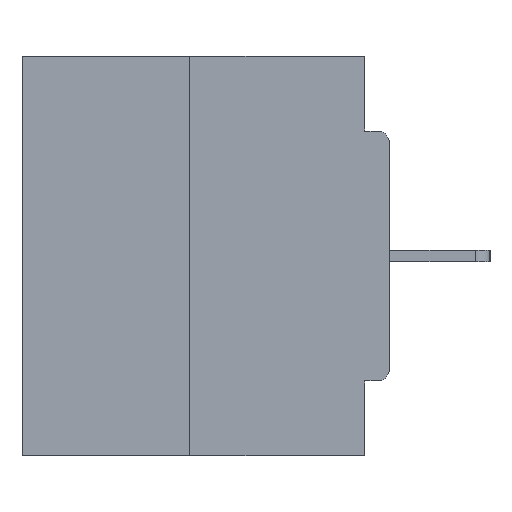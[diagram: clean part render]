
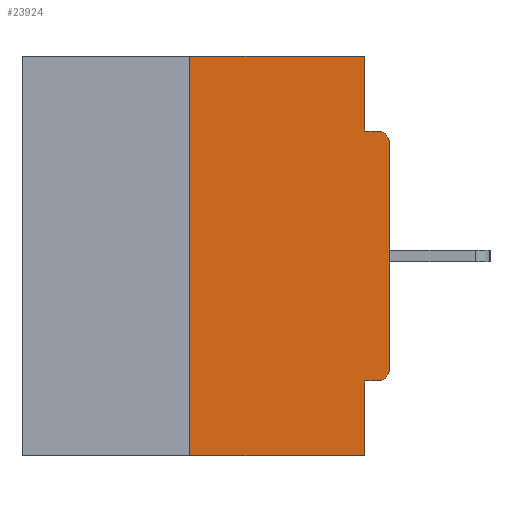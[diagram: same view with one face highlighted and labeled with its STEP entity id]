
A CAD part, left-side view. The second image highlights one B-rep face of the part: STEP entity #23924.
In plain terms, the highlighted planar face has unit normal (-1, 0, 0).
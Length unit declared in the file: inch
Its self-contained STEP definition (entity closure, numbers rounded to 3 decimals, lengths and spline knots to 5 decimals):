
#159 = VERTEX_POINT ( 'NONE', #3686 ) ;
#169 = ORIENTED_EDGE ( 'NONE', *, *, #15544, .F. ) ;
#303 = ORIENTED_EDGE ( 'NONE', *, *, #20383, .F. ) ;
#336 = EDGE_CURVE ( 'NONE', #11732, #21220, #1125, .T. ) ;
#1125 = LINE ( 'NONE', #5453, #26575 ) ;
#1351 = LINE ( 'NONE', #21308, #10803 ) ;
#1467 = EDGE_CURVE ( 'NONE', #15892, #7983, #1573, .T. ) ;
#1573 = CIRCLE ( 'NONE', #17244, 0.015 ) ;
#1705 = ORIENTED_EDGE ( 'NONE', *, *, #22365, .F. ) ;
#2135 = CARTESIAN_POINT ( 'NONE',  ( 0., 0.015, -0.4065 ) ) ;
#2295 = CARTESIAN_POINT ( 'NONE',  ( 0., 0., 0. ) ) ;
#2633 = DIRECTION ( 'NONE',  ( 0., 0., -1. ) ) ;
#3686 = CARTESIAN_POINT ( 'NONE',  ( 0., 0.031, -0.4065 ) ) ;
#3779 = DIRECTION ( 'NONE',  ( 0., 0., -1. ) ) ;
#3866 = VECTOR ( 'NONE', #21185, 39.37008 ) ;
#4166 = DIRECTION ( 'NONE',  ( -1., 0., 0. ) ) ;
#4622 = EDGE_CURVE ( 'NONE', #7983, #29292, #20737, .T. ) ;
#4801 = VECTOR ( 'NONE', #5382, 39.37008 ) ;
#4835 = ORIENTED_EDGE ( 'NONE', *, *, #24359, .F. ) ;
#4877 = PLANE ( 'NONE',  #16200 ) ;
#4946 = CARTESIAN_POINT ( 'NONE',  ( 0., 0.031, -0.0935 ) ) ;
#4947 = CARTESIAN_POINT ( 'NONE',  ( 0., 0., -0.1085 ) ) ;
#5382 = DIRECTION ( 'NONE',  ( 0., 0., -1. ) ) ;
#5453 = CARTESIAN_POINT ( 'NONE',  ( 0., 0.46, -0.5 ) ) ;
#5614 = CARTESIAN_POINT ( 'NONE',  ( 0., 0.031, -0.5 ) ) ;
#7983 = VERTEX_POINT ( 'NONE', #25348 ) ;
#8619 = ORIENTED_EDGE ( 'NONE', *, *, #4622, .T. ) ;
#8951 = CARTESIAN_POINT ( 'NONE',  ( 0., 0.015, -0.3915 ) ) ;
#9558 = ORIENTED_EDGE ( 'NONE', *, *, #1467, .T. ) ;
#10533 = CIRCLE ( 'NONE', #18135, 0.015 ) ;
#10700 = VECTOR ( 'NONE', #26009, 39.37008 ) ;
#10803 = VECTOR ( 'NONE', #26273, 39.37008 ) ;
#10879 = DIRECTION ( 'NONE',  ( -1., 0., 0. ) ) ;
#11732 = VERTEX_POINT ( 'NONE', #28922 ) ;
#11983 = LINE ( 'NONE', #17022, #3866 ) ;
#12072 = EDGE_LOOP ( 'NONE', ( #4835, #22845, #21287, #1705, #303, #9558, #8619, #15749, #16443, #169 ) ) ;
#12449 = DIRECTION ( 'NONE',  ( 0., -1., 0. ) ) ;
#13097 = EDGE_CURVE ( 'NONE', #29292, #17887, #10533, .T. ) ;
#13852 = VECTOR ( 'NONE', #20707, 39.37008 ) ;
#13964 = CARTESIAN_POINT ( 'NONE',  ( 0., 0.46, 0. ) ) ;
#14110 = VECTOR ( 'NONE', #18227, 39.37008 ) ;
#14319 = VERTEX_POINT ( 'NONE', #14385 ) ;
#14385 = CARTESIAN_POINT ( 'NONE',  ( 0., 0.25, 0. ) ) ;
#15544 = EDGE_CURVE ( 'NONE', #16232, #25882, #23610, .T. ) ;
#15749 = ORIENTED_EDGE ( 'NONE', *, *, #13097, .T. ) ;
#15892 = VERTEX_POINT ( 'NONE', #2135 ) ;
#16200 = AXIS2_PLACEMENT_3D ( 'NONE', #13964, #23045, #2633 ) ;
#16232 = VERTEX_POINT ( 'NONE', #24275 ) ;
#16443 = ORIENTED_EDGE ( 'NONE', *, *, #23250, .F. ) ;
#17022 = CARTESIAN_POINT ( 'NONE',  ( 0., 0., -0.0935 ) ) ;
#17244 = AXIS2_PLACEMENT_3D ( 'NONE', #8951, #10879, #18013 ) ;
#17887 = VERTEX_POINT ( 'NONE', #23032 ) ;
#18013 = DIRECTION ( 'NONE',  ( 0., 0., -1. ) ) ;
#18056 = EDGE_CURVE ( 'NONE', #11732, #14319, #25857, .T. ) ;
#18135 = AXIS2_PLACEMENT_3D ( 'NONE', #29073, #4166, #23731 ) ;
#18227 = DIRECTION ( 'NONE',  ( 0., 0., 1. ) ) ;
#18638 = LINE ( 'NONE', #21291, #4801 ) ;
#20083 = VECTOR ( 'NONE', #3779, 39.37008 ) ;
#20383 = EDGE_CURVE ( 'NONE', #15892, #159, #1351, .T. ) ;
#20707 = DIRECTION ( 'NONE',  ( 0., -1., 0. ) ) ;
#20737 = LINE ( 'NONE', #2295, #14110 ) ;
#21185 = DIRECTION ( 'NONE',  ( 0., -1., 0. ) ) ;
#21220 = VERTEX_POINT ( 'NONE', #5614 ) ;
#21287 = ORIENTED_EDGE ( 'NONE', *, *, #336, .T. ) ;
#21291 = CARTESIAN_POINT ( 'NONE',  ( 0., 0.031, -0.5 ) ) ;
#21308 = CARTESIAN_POINT ( 'NONE',  ( 0., 0., -0.4065 ) ) ;
#22365 = EDGE_CURVE ( 'NONE', #159, #21220, #18638, .T. ) ;
#22815 = CARTESIAN_POINT ( 'NONE',  ( 0., 0.46, 0. ) ) ;
#22845 = ORIENTED_EDGE ( 'NONE', *, *, #18056, .F. ) ;
#22977 = LINE ( 'NONE', #22815, #13852 ) ;
#23032 = CARTESIAN_POINT ( 'NONE',  ( 0., 0.015, -0.0935 ) ) ;
#23045 = DIRECTION ( 'NONE',  ( 1., 0., 0. ) ) ;
#23250 = EDGE_CURVE ( 'NONE', #25882, #17887, #11983, .T. ) ;
#23608 = CARTESIAN_POINT ( 'NONE',  ( 0., 0.25, 0. ) ) ;
#23610 = LINE ( 'NONE', #23908, #20083 ) ;
#23731 = DIRECTION ( 'NONE',  ( 0., 0., -1. ) ) ;
#23908 = CARTESIAN_POINT ( 'NONE',  ( 0., 0.031, 0. ) ) ;
#23924 = ADVANCED_FACE ( 'NONE', ( #25285 ), #4877, .F. ) ;
#24275 = CARTESIAN_POINT ( 'NONE',  ( 0., 0.031, 0. ) ) ;
#24359 = EDGE_CURVE ( 'NONE', #14319, #16232, #22977, .T. ) ;
#25285 = FACE_OUTER_BOUND ( 'NONE', #12072, .T. ) ;
#25348 = CARTESIAN_POINT ( 'NONE',  ( 0., 0., -0.3915 ) ) ;
#25857 = LINE ( 'NONE', #23608, #10700 ) ;
#25882 = VERTEX_POINT ( 'NONE', #4946 ) ;
#26009 = DIRECTION ( 'NONE',  ( 0., 0., 1. ) ) ;
#26273 = DIRECTION ( 'NONE',  ( 0., 1., 0. ) ) ;
#26575 = VECTOR ( 'NONE', #12449, 39.37008 ) ;
#28922 = CARTESIAN_POINT ( 'NONE',  ( 0., 0.25, -0.5 ) ) ;
#29073 = CARTESIAN_POINT ( 'NONE',  ( 0., 0.015, -0.1085 ) ) ;
#29292 = VERTEX_POINT ( 'NONE', #4947 ) ;
